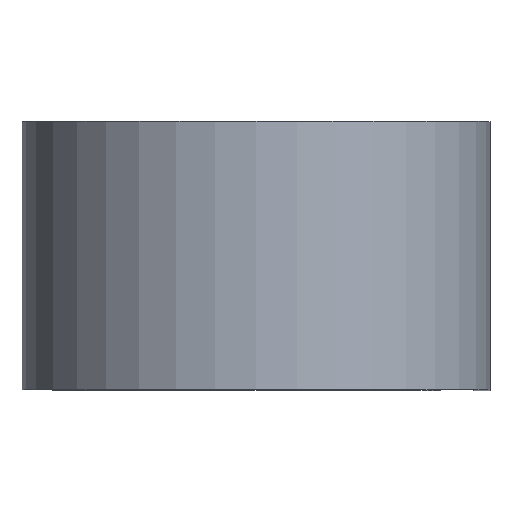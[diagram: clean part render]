
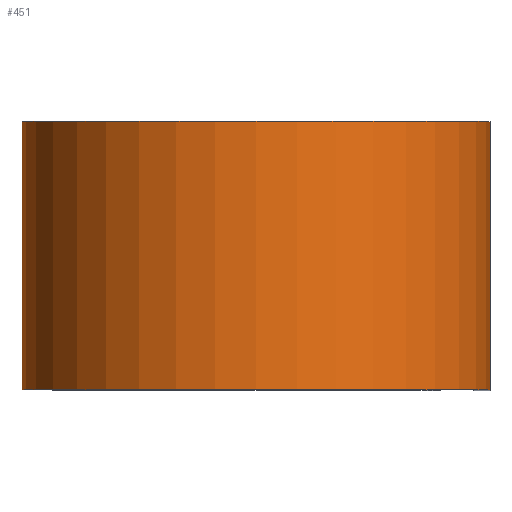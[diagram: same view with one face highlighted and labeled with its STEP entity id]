
A CAD part, top view. The second image highlights one B-rep face of the part: STEP entity #451.
In plain terms, the highlighted cylindrical face has radius 22.162 mm (diameter 44.323 mm), a partial arc.
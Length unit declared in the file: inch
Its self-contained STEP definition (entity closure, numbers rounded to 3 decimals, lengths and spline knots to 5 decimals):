
#3 = DIRECTION ( 'NONE',  ( 0., -1., 0. ) ) ;
#6 = EDGE_CURVE ( 'NONE', #596, #526, #102, .T. ) ;
#12 = LINE ( 'NONE', #49, #48 ) ;
#19 = EDGE_CURVE ( 'NONE', #363, #372, #251, .T. ) ;
#20 = EDGE_LOOP ( 'NONE', ( #121, #36, #60, #360 ) ) ;
#27 = LINE ( 'NONE', #147, #157 ) ;
#36 = ORIENTED_EDGE ( 'NONE', *, *, #324, .F. ) ;
#46 = DIRECTION ( 'NONE',  ( 0., -1., 0. ) ) ;
#48 = VECTOR ( 'NONE', #46, 39.37008 ) ;
#49 = CARTESIAN_POINT ( 'NONE',  ( 0., 0.5, -0.8725 ) ) ;
#58 = CARTESIAN_POINT ( 'NONE',  ( 0., 0.5, 0. ) ) ;
#60 = ORIENTED_EDGE ( 'NONE', *, *, #6, .F. ) ;
#102 = CIRCLE ( 'NONE', #416, 0.8725 ) ;
#121 = ORIENTED_EDGE ( 'NONE', *, *, #19, .T. ) ;
#145 = FACE_OUTER_BOUND ( 'NONE', #20, .T. ) ;
#147 = CARTESIAN_POINT ( 'NONE',  ( 0.8725, 0.5, 0. ) ) ;
#157 = VECTOR ( 'NONE', #248, 39.37008 ) ;
#162 = CARTESIAN_POINT ( 'NONE',  ( 0.8725, 0.5, 0. ) ) ;
#248 = DIRECTION ( 'NONE',  ( 0., -1., 0. ) ) ;
#251 = CIRCLE ( 'NONE', #265, 0.8725 ) ;
#256 = CARTESIAN_POINT ( 'NONE',  ( 0.8725, -0.5, 0. ) ) ;
#265 = AXIS2_PLACEMENT_3D ( 'NONE', #593, #616, #617 ) ;
#275 = AXIS2_PLACEMENT_3D ( 'NONE', #58, #3, #555 ) ;
#281 = EDGE_CURVE ( 'NONE', #596, #363, #12, .T. ) ;
#299 = CARTESIAN_POINT ( 'NONE',  ( 0., 0.5, -0.8725 ) ) ;
#324 = EDGE_CURVE ( 'NONE', #526, #372, #27, .T. ) ;
#360 = ORIENTED_EDGE ( 'NONE', *, *, #281, .T. ) ;
#363 = VERTEX_POINT ( 'NONE', #489 ) ;
#372 = VERTEX_POINT ( 'NONE', #256 ) ;
#416 = AXIS2_PLACEMENT_3D ( 'NONE', #470, #518, #539 ) ;
#451 = ADVANCED_FACE ( 'NONE', ( #145 ), #516, .T. ) ;
#470 = CARTESIAN_POINT ( 'NONE',  ( 0., 0.5, 0. ) ) ;
#489 = CARTESIAN_POINT ( 'NONE',  ( 0., -0.5, -0.8725 ) ) ;
#516 = CYLINDRICAL_SURFACE ( 'NONE', #275, 0.8725 ) ;
#518 = DIRECTION ( 'NONE',  ( 0., 1., 0. ) ) ;
#526 = VERTEX_POINT ( 'NONE', #162 ) ;
#539 = DIRECTION ( 'NONE',  ( 1., 0., 0. ) ) ;
#555 = DIRECTION ( 'NONE',  ( 0., 0., -1. ) ) ;
#593 = CARTESIAN_POINT ( 'NONE',  ( 0., -0.5, 0. ) ) ;
#596 = VERTEX_POINT ( 'NONE', #299 ) ;
#616 = DIRECTION ( 'NONE',  ( 0., 1., 0. ) ) ;
#617 = DIRECTION ( 'NONE',  ( 1., 0., 0. ) ) ;
